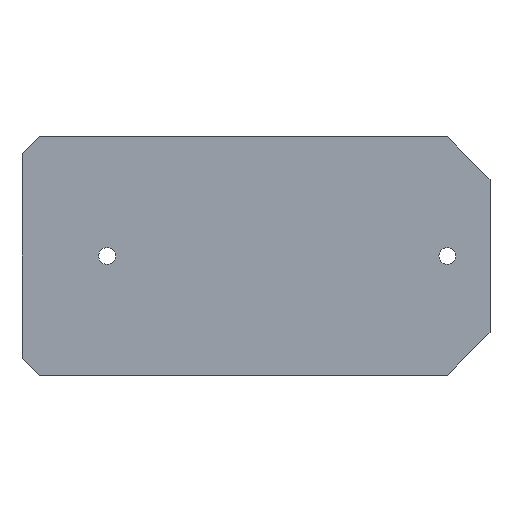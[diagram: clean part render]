
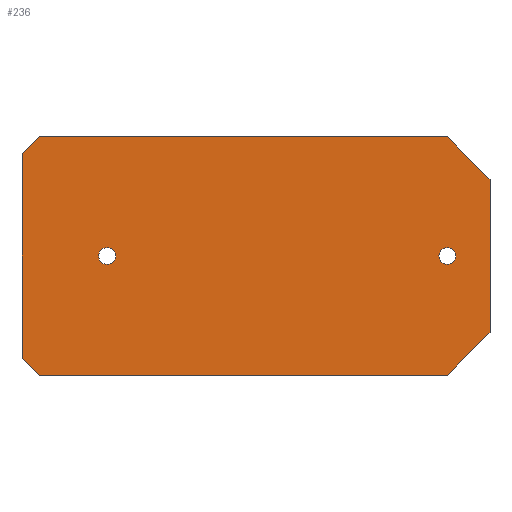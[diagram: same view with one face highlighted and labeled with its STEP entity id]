
A CAD part, front view. The second image highlights one B-rep face of the part: STEP entity #236.
In plain terms, the highlighted planar face has unit normal (0, -1, 0).
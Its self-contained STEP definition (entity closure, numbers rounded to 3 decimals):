
#17=FACE_BOUND('',#55,.T.);
#18=FACE_BOUND('',#56,.T.);
#28=PLANE('',#266);
#40=FACE_OUTER_BOUND('',#54,.T.);
#54=EDGE_LOOP('',(#213,#214,#215,#216,#217,#218,#219,#220));
#55=EDGE_LOOP('',(#221));
#56=EDGE_LOOP('',(#222));
#59=LINE('',#343,#85);
#63=LINE('',#351,#89);
#66=LINE('',#357,#92);
#69=LINE('',#363,#95);
#72=LINE('',#369,#98);
#75=LINE('',#375,#101);
#78=LINE('',#381,#104);
#81=LINE('',#386,#107);
#85=VECTOR('',#285,10.);
#89=VECTOR('',#291,10.);
#92=VECTOR('',#296,10.);
#95=VECTOR('',#301,10.);
#98=VECTOR('',#306,10.);
#101=VECTOR('',#311,10.);
#104=VECTOR('',#316,10.);
#107=VECTOR('',#321,10.);
#110=CIRCLE('',#253,1.);
#112=CIRCLE('',#256,1.);
#114=VERTEX_POINT('',#331);
#116=VERTEX_POINT('',#337);
#117=VERTEX_POINT('',#341);
#118=VERTEX_POINT('',#342);
#121=VERTEX_POINT('',#350);
#123=VERTEX_POINT('',#356);
#125=VERTEX_POINT('',#362);
#127=VERTEX_POINT('',#368);
#129=VERTEX_POINT('',#374);
#131=VERTEX_POINT('',#380);
#135=EDGE_CURVE('',#114,#114,#110,.T.);
#138=EDGE_CURVE('',#116,#116,#112,.T.);
#139=EDGE_CURVE('',#117,#118,#59,.T.);
#143=EDGE_CURVE('',#121,#117,#63,.T.);
#146=EDGE_CURVE('',#123,#121,#66,.T.);
#149=EDGE_CURVE('',#125,#123,#69,.T.);
#152=EDGE_CURVE('',#127,#125,#72,.T.);
#155=EDGE_CURVE('',#129,#127,#75,.T.);
#158=EDGE_CURVE('',#131,#129,#78,.T.);
#161=EDGE_CURVE('',#118,#131,#81,.T.);
#213=ORIENTED_EDGE('',*,*,#161,.F.);
#214=ORIENTED_EDGE('',*,*,#139,.F.);
#215=ORIENTED_EDGE('',*,*,#143,.F.);
#216=ORIENTED_EDGE('',*,*,#146,.F.);
#217=ORIENTED_EDGE('',*,*,#149,.F.);
#218=ORIENTED_EDGE('',*,*,#152,.F.);
#219=ORIENTED_EDGE('',*,*,#155,.F.);
#220=ORIENTED_EDGE('',*,*,#158,.F.);
#221=ORIENTED_EDGE('',*,*,#138,.F.);
#222=ORIENTED_EDGE('',*,*,#135,.F.);
#236=ADVANCED_FACE('',(#40,#17,#18),#28,.F.);
#253=AXIS2_PLACEMENT_3D('',#333,#274,#275);
#256=AXIS2_PLACEMENT_3D('',#339,#281,#282);
#266=AXIS2_PLACEMENT_3D('',#389,#325,#326);
#274=DIRECTION('center_axis',(0.,-1.,0.));
#275=DIRECTION('ref_axis',(1.,0.,0.));
#281=DIRECTION('center_axis',(0.,-1.,0.));
#282=DIRECTION('ref_axis',(1.,0.,0.));
#285=DIRECTION('',(1.,0.,0.));
#291=DIRECTION('',(0.707,0.,0.707));
#296=DIRECTION('',(0.,0.,1.));
#301=DIRECTION('',(-0.707,0.,0.707));
#306=DIRECTION('',(-1.,0.,0.));
#311=DIRECTION('',(-0.707,0.,-0.707));
#316=DIRECTION('',(0.,0.,-1.));
#321=DIRECTION('',(0.707,0.,-0.707));
#325=DIRECTION('center_axis',(0.,1.,0.));
#326=DIRECTION('ref_axis',(1.,0.,0.));
#331=CARTESIAN_POINT('',(64.,0.,70.));
#333=CARTESIAN_POINT('Origin',(65.,0.,70.));
#337=CARTESIAN_POINT('',(104.,0.,70.));
#339=CARTESIAN_POINT('Origin',(105.,0.,70.));
#341=CARTESIAN_POINT('',(57.,0.,84.));
#342=CARTESIAN_POINT('',(105.,0.,84.));
#343=CARTESIAN_POINT('',(57.,0.,84.));
#350=CARTESIAN_POINT('',(55.,0.,82.));
#351=CARTESIAN_POINT('',(55.,0.,82.));
#356=CARTESIAN_POINT('',(55.,0.,58.));
#357=CARTESIAN_POINT('',(55.,0.,58.));
#362=CARTESIAN_POINT('',(57.,0.,56.));
#363=CARTESIAN_POINT('',(57.,0.,56.));
#368=CARTESIAN_POINT('',(105.,0.,56.));
#369=CARTESIAN_POINT('',(105.,0.,56.));
#374=CARTESIAN_POINT('',(110.,0.,61.));
#375=CARTESIAN_POINT('',(110.,0.,61.));
#380=CARTESIAN_POINT('',(110.,0.,79.));
#381=CARTESIAN_POINT('',(110.,0.,79.));
#386=CARTESIAN_POINT('',(105.,0.,84.));
#389=CARTESIAN_POINT('Origin',(82.5,0.,70.));
